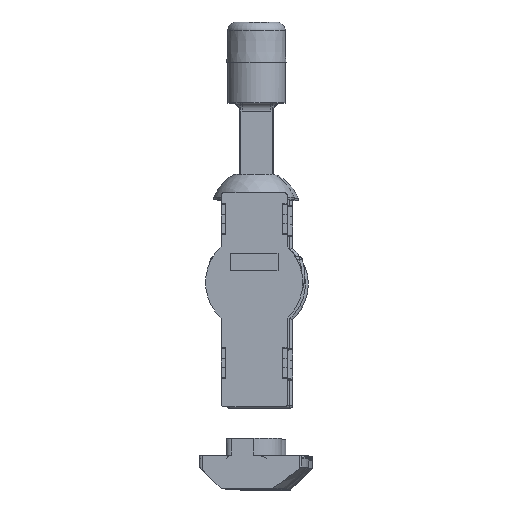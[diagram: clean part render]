
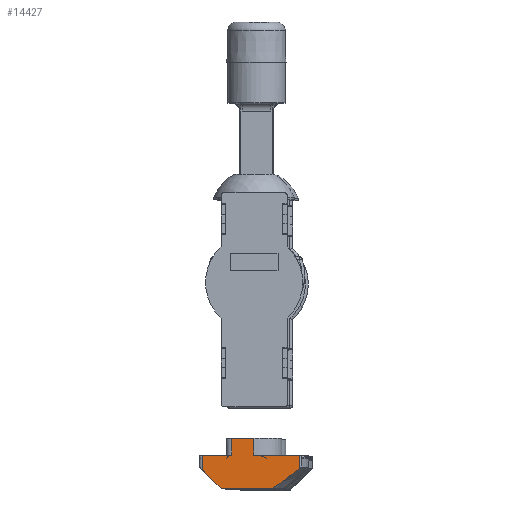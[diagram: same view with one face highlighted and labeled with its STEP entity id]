
A CAD part, top view. The second image highlights one B-rep face of the part: STEP entity #14427.
In plain terms, the highlighted planar face has unit normal (0, 0, 1).
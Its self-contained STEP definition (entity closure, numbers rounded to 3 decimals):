
#13=(
BOUNDED_CURVE()
B_SPLINE_CURVE(2,(#25467,#25468,#25469),.UNSPECIFIED.,.F.,.F.)
B_SPLINE_CURVE_WITH_KNOTS((3,3),(2.53,3.22),
 .UNSPECIFIED.)
CURVE()
GEOMETRIC_REPRESENTATION_ITEM()
RATIONAL_B_SPLINE_CURVE((1.929,1.765,1.443))
REPRESENTATION_ITEM('')
);
#190=PLANE('',#15457);
#1238=FACE_OUTER_BOUND('',#2014,.T.);
#2014=EDGE_LOOP('',(#10392,#10393,#10394,#10395,#10396,#10397,#10398,#10399,
#10400,#10401));
#2915=LINE('',#25339,#4005);
#2929=LINE('',#25455,#4019);
#2930=LINE('',#25457,#4020);
#2931=LINE('',#25459,#4021);
#2932=LINE('',#25461,#4022);
#2933=LINE('',#25463,#4023);
#2934=LINE('',#25465,#4024);
#2935=LINE('',#25470,#4025);
#2936=LINE('',#25471,#4026);
#4005=VECTOR('',#17986,7.879);
#4019=VECTOR('',#18054,3.85);
#4020=VECTOR('',#18055,2.95);
#4021=VECTOR('',#18056,5.15);
#4022=VECTOR('',#18057,2.55);
#4023=VECTOR('',#18058,4.667);
#4024=VECTOR('',#18059,8.695);
#4025=VECTOR('',#18060,2.298);
#4026=VECTOR('',#18061,2.95);
#5911=VERTEX_POINT('',#25337);
#5912=VERTEX_POINT('',#25338);
#5936=VERTEX_POINT('',#25453);
#5937=VERTEX_POINT('',#25454);
#5938=VERTEX_POINT('',#25456);
#5939=VERTEX_POINT('',#25458);
#5940=VERTEX_POINT('',#25460);
#5941=VERTEX_POINT('',#25462);
#5942=VERTEX_POINT('',#25464);
#5943=VERTEX_POINT('',#25466);
#7562=EDGE_CURVE('',#5911,#5912,#2915,.T.);
#7600=EDGE_CURVE('',#5936,#5937,#2929,.T.);
#7601=EDGE_CURVE('',#5937,#5938,#2930,.T.);
#7602=EDGE_CURVE('',#5938,#5939,#2931,.T.);
#7603=EDGE_CURVE('',#5939,#5940,#2932,.T.);
#7604=EDGE_CURVE('',#5940,#5941,#2933,.T.);
#7605=EDGE_CURVE('',#5941,#5942,#2934,.T.);
#7606=EDGE_CURVE('',#5942,#5943,#13,.T.);
#7607=EDGE_CURVE('',#5943,#5911,#2935,.T.);
#7608=EDGE_CURVE('',#5936,#5912,#2936,.T.);
#10392=ORIENTED_EDGE('',*,*,#7600,.T.);
#10393=ORIENTED_EDGE('',*,*,#7601,.T.);
#10394=ORIENTED_EDGE('',*,*,#7602,.T.);
#10395=ORIENTED_EDGE('',*,*,#7603,.T.);
#10396=ORIENTED_EDGE('',*,*,#7604,.T.);
#10397=ORIENTED_EDGE('',*,*,#7605,.T.);
#10398=ORIENTED_EDGE('',*,*,#7606,.T.);
#10399=ORIENTED_EDGE('',*,*,#7607,.T.);
#10400=ORIENTED_EDGE('',*,*,#7562,.T.);
#10401=ORIENTED_EDGE('',*,*,#7608,.F.);
#14427=ADVANCED_FACE('',(#1238),#190,.F.);
#15457=AXIS2_PLACEMENT_3D('',#25452,#18052,#18053);
#17986=DIRECTION('',(-1.,0.,0.));
#18052=DIRECTION('center_axis',(0.,0.,-1.));
#18053=DIRECTION('ref_axis',(0.,-1.,0.));
#18054=DIRECTION('',(-1.,0.,0.));
#18055=DIRECTION('',(0.,-1.,0.));
#18056=DIRECTION('',(-1.,0.,0.));
#18057=DIRECTION('',(0.,-1.,0.));
#18058=DIRECTION('',(0.707,-0.707,0.));
#18059=DIRECTION('',(1.,0.,0.));
#18060=DIRECTION('',(0.,1.,0.));
#18061=DIRECTION('',(0.,-1.,0.));
#25337=CARTESIAN_POINT('',(4.466,-27.099,56.871));
#25338=CARTESIAN_POINT('',(-3.413,-27.099,56.871));
#25339=CARTESIAN_POINT('',(4.466,-27.099,56.871));
#25452=CARTESIAN_POINT('Origin',(4.756,-27.049,56.871));
#25453=CARTESIAN_POINT('',(-3.413,-24.149,56.871));
#25454=CARTESIAN_POINT('',(-7.263,-24.149,56.871));
#25455=CARTESIAN_POINT('',(-3.413,-24.149,56.871));
#25456=CARTESIAN_POINT('',(-7.263,-27.099,56.871));
#25457=CARTESIAN_POINT('',(-7.263,-24.149,56.871));
#25458=CARTESIAN_POINT('',(-12.413,-27.099,56.871));
#25459=CARTESIAN_POINT('',(-7.263,-27.099,56.871));
#25460=CARTESIAN_POINT('',(-12.413,-29.649,56.871));
#25461=CARTESIAN_POINT('',(-12.413,-27.099,56.871));
#25462=CARTESIAN_POINT('',(-9.113,-32.949,56.871));
#25463=CARTESIAN_POINT('',(-12.413,-29.649,56.871));
#25464=CARTESIAN_POINT('',(-0.418,-32.949,56.871));
#25465=CARTESIAN_POINT('',(-9.113,-32.949,56.871));
#25466=CARTESIAN_POINT('',(4.466,-29.397,56.871));
#25467=CARTESIAN_POINT('Ctrl Pts',(-0.418,-32.949,
56.871));
#25468=CARTESIAN_POINT('Ctrl Pts',(1.444,-31.971,56.871));
#25469=CARTESIAN_POINT('Ctrl Pts',(4.466,-29.397,56.871));
#25470=CARTESIAN_POINT('',(4.466,-29.397,56.871));
#25471=CARTESIAN_POINT('',(-3.413,-24.149,56.871));
